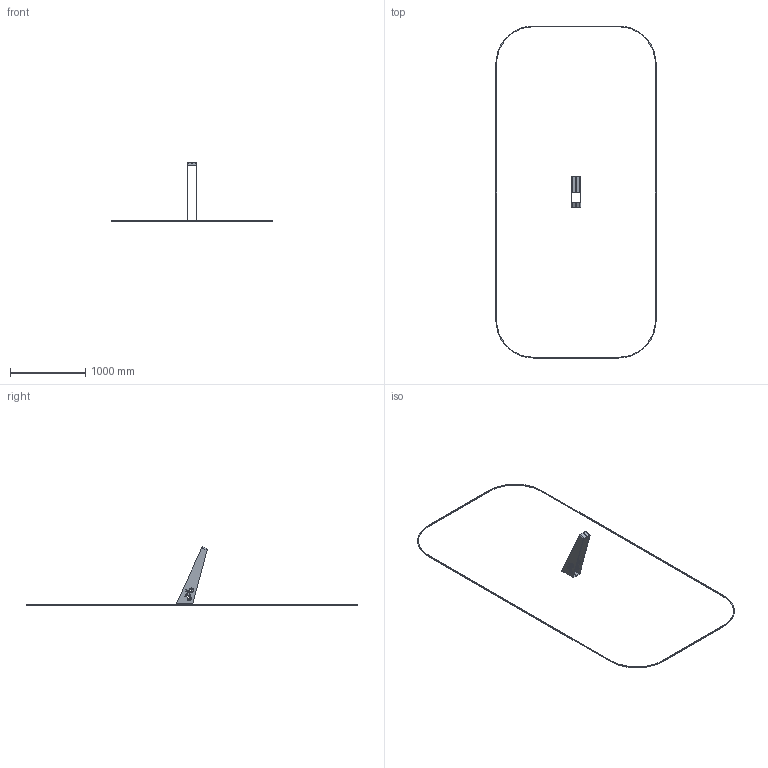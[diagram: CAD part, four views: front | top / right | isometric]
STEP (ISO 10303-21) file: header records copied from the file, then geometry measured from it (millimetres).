
FILE_DESCRIPTION(('STEP AP214'), '1');
FILE_NAME('Ìîäåëü _ Â-12-00.00', '', ('UNSPECIFIED'), ('UNSPECIFIED'), 'C3D Converter', 'C3D Toolkit', '');
FILE_SCHEMA(('AUTOMOTIVE_DESIGN { 1 0 10303 214 3 1 1}'));
Length unit declared in the file: millimetre
Products named in the file (3): В-12-00.00
Assembly tree (2 placements, depth 2):
  В-12-00.00
    (unnamed)
    (unnamed)
Bounding box: 2130 x 4412.28 x 778.19 mm (x, y, z)
Volume: 2693236 mm3; surface area: 1021401.7 mm2
Topology: 3 solids, 3 shells, 218 faces, 604 edges, 392 vertices
Faces by surface type: plane 168, cylinder 50
Entity records: 8874 total; most frequent: CARTESIAN_POINT 1217, ORIENTED_EDGE 1208, DIRECTION 1146, EDGE_CURVE 604, LINE 504, VECTOR 504, VERTEX_POINT 392, AXIS2_PLACEMENT_3D 321
